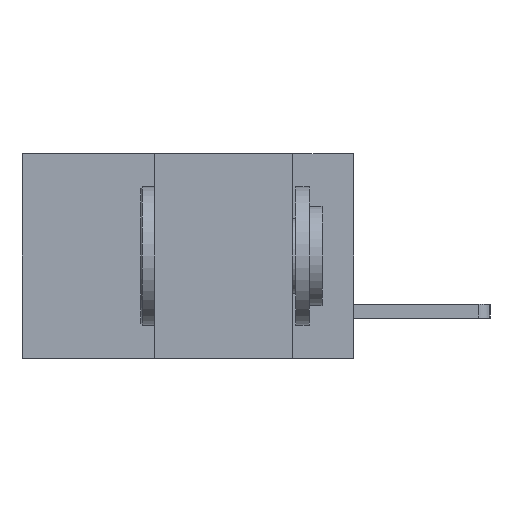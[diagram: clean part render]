
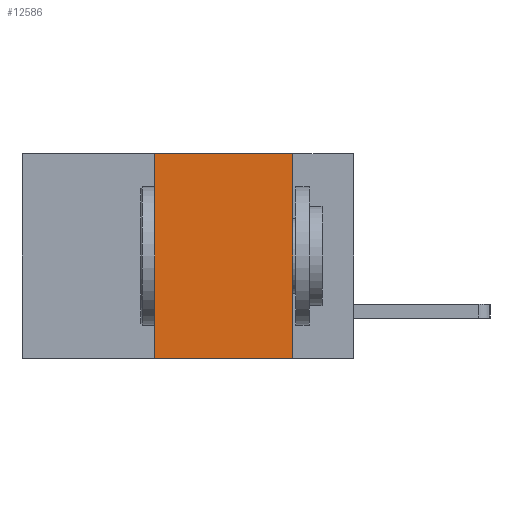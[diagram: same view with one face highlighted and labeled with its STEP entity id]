
A CAD part, left-side view. The second image highlights one B-rep face of the part: STEP entity #12586.
In plain terms, the highlighted planar face has unit normal (-1, 0, 0).
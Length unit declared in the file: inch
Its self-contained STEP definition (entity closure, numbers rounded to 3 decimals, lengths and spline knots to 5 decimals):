
#232 = CARTESIAN_POINT ( 'NONE',  ( 0., 0.11, 0. ) ) ;
#1074 = ORIENTED_EDGE ( 'NONE', *, *, #8231, .F. ) ;
#1112 = CARTESIAN_POINT ( 'NONE',  ( 0., 0.11, -0.37 ) ) ;
#1208 = LINE ( 'NONE', #12900, #14013 ) ;
#1490 = ORIENTED_EDGE ( 'NONE', *, *, #11279, .T. ) ;
#1562 = CARTESIAN_POINT ( 'NONE',  ( 0., 0.36, 0. ) ) ;
#1694 = VERTEX_POINT ( 'NONE', #232 ) ;
#2046 = DIRECTION ( 'NONE',  ( 0., -1., 0. ) ) ;
#2430 = DIRECTION ( 'NONE',  ( 1., 0., 0. ) ) ;
#2579 = CARTESIAN_POINT ( 'NONE',  ( 0., 0.6, 0. ) ) ;
#2787 = CARTESIAN_POINT ( 'NONE',  ( 0., 0.11, 0. ) ) ;
#3069 = EDGE_CURVE ( 'NONE', #11785, #1694, #4186, .T. ) ;
#3723 = FACE_OUTER_BOUND ( 'NONE', #13992, .T. ) ;
#4186 = LINE ( 'NONE', #11167, #13581 ) ;
#4226 = VECTOR ( 'NONE', #10988, 39.37008 ) ;
#5369 = ORIENTED_EDGE ( 'NONE', *, *, #3069, .F. ) ;
#5846 = LINE ( 'NONE', #7048, #11035 ) ;
#6374 = LINE ( 'NONE', #2787, #4226 ) ;
#7048 = CARTESIAN_POINT ( 'NONE',  ( 0., 0.36, 0. ) ) ;
#7246 = CARTESIAN_POINT ( 'NONE',  ( 0., 0.36, -0.37 ) ) ;
#8202 = AXIS2_PLACEMENT_3D ( 'NONE', #2579, #2430, #14005 ) ;
#8206 = PLANE ( 'NONE',  #8202 ) ;
#8231 = EDGE_CURVE ( 'NONE', #1694, #10416, #6374, .T. ) ;
#9238 = DIRECTION ( 'NONE',  ( 0., -1., 0. ) ) ;
#9267 = EDGE_CURVE ( 'NONE', #10539, #11785, #5846, .T. ) ;
#10416 = VERTEX_POINT ( 'NONE', #1112 ) ;
#10452 = DIRECTION ( 'NONE',  ( 0., 0., 1. ) ) ;
#10539 = VERTEX_POINT ( 'NONE', #7246 ) ;
#10988 = DIRECTION ( 'NONE',  ( 0., 0., -1. ) ) ;
#11035 = VECTOR ( 'NONE', #10452, 39.37008 ) ;
#11167 = CARTESIAN_POINT ( 'NONE',  ( 0., 0.6, 0. ) ) ;
#11279 = EDGE_CURVE ( 'NONE', #10539, #10416, #1208, .T. ) ;
#11785 = VERTEX_POINT ( 'NONE', #1562 ) ;
#12586 = ADVANCED_FACE ( 'NONE', ( #3723 ), #8206, .F. ) ;
#12900 = CARTESIAN_POINT ( 'NONE',  ( 0., 0.6, -0.37 ) ) ;
#13581 = VECTOR ( 'NONE', #2046, 39.37008 ) ;
#13992 = EDGE_LOOP ( 'NONE', ( #1074, #5369, #14995, #1490 ) ) ;
#14005 = DIRECTION ( 'NONE',  ( 0., 0., -1. ) ) ;
#14013 = VECTOR ( 'NONE', #9238, 39.37008 ) ;
#14995 = ORIENTED_EDGE ( 'NONE', *, *, #9267, .F. ) ;
